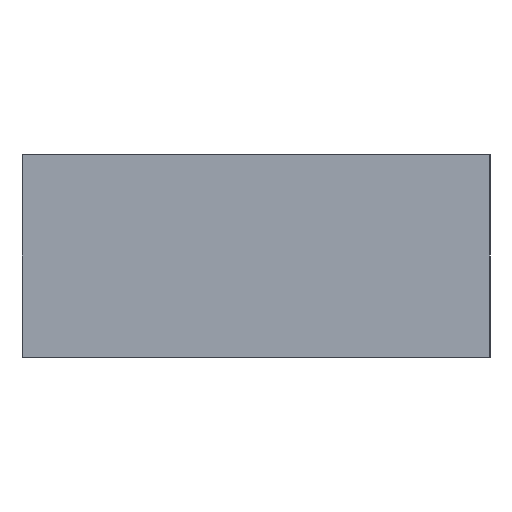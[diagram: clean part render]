
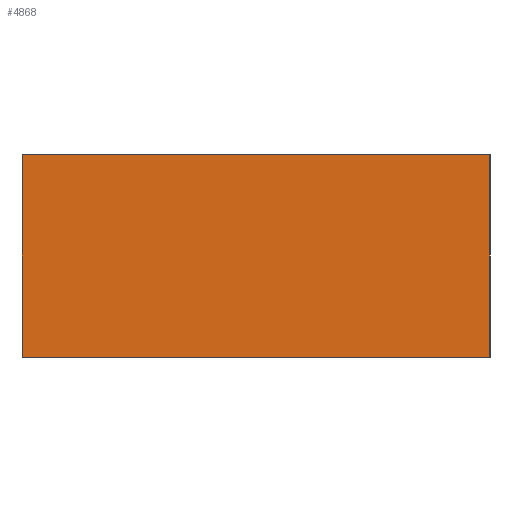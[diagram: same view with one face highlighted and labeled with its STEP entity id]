
A CAD part, left-side view. The second image highlights one B-rep face of the part: STEP entity #4868.
In plain terms, the highlighted planar face has unit normal (-1, 0, 0).
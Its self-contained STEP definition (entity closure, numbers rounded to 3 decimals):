
#24 = VERTEX_POINT('',#25);
#25 = CARTESIAN_POINT('',(0.,113.,0.));
#32 = PLANE('',#33);
#33 = AXIS2_PLACEMENT_3D('',#34,#35,#36);
#34 = CARTESIAN_POINT('',(215.,113.,0.));
#35 = DIRECTION('',(0.,-1.,0.));
#36 = DIRECTION('',(-1.,0.,0.));
#44 = PLANE('',#45);
#45 = AXIS2_PLACEMENT_3D('',#46,#47,#48);
#46 = CARTESIAN_POINT('',(107.5,56.5,0.));
#47 = DIRECTION('',(0.,0.,1.));
#48 = DIRECTION('',(1.,0.,0.));
#100 = PLANE('',#101);
#101 = AXIS2_PLACEMENT_3D('',#102,#103,#104);
#102 = CARTESIAN_POINT('',(107.5,56.5,49.));
#103 = DIRECTION('',(0.,0.,1.));
#104 = DIRECTION('',(1.,0.,0.));
#2444 = VERTEX_POINT('',#2445);
#2445 = CARTESIAN_POINT('',(0.,113.,49.));
#2466 = EDGE_CURVE('',#24,#2444,#2467,.T.);
#2467 = SURFACE_CURVE('',#2468,(#2472,#2479),.PCURVE_S1.);
#2468 = LINE('',#2469,#2470);
#2469 = CARTESIAN_POINT('',(0.,113.,0.));
#2470 = VECTOR('',#2471,1.);
#2471 = DIRECTION('',(0.,0.,1.));
#2472 = PCURVE('',#32,#2473);
#2473 = DEFINITIONAL_REPRESENTATION('',(#2474),#2478);
#2474 = LINE('',#2475,#2476);
#2475 = CARTESIAN_POINT('',(215.,0.));
#2476 = VECTOR('',#2477,1.);
#2477 = DIRECTION('',(0.,-1.));
#2478 = ( GEOMETRIC_REPRESENTATION_CONTEXT(2) 
PARAMETRIC_REPRESENTATION_CONTEXT() REPRESENTATION_CONTEXT('2D SPACE',''
  ) );
#2479 = PCURVE('',#2480,#2485);
#2480 = PLANE('',#2481);
#2481 = AXIS2_PLACEMENT_3D('',#2482,#2483,#2484);
#2482 = CARTESIAN_POINT('',(0.,113.,0.));
#2483 = DIRECTION('',(1.,0.,0.));
#2484 = DIRECTION('',(0.,-1.,0.));
#2485 = DEFINITIONAL_REPRESENTATION('',(#2486),#2490);
#2486 = LINE('',#2487,#2488);
#2487 = CARTESIAN_POINT('',(0.,0.));
#2488 = VECTOR('',#2489,1.);
#2489 = DIRECTION('',(0.,-1.));
#2490 = ( GEOMETRIC_REPRESENTATION_CONTEXT(2) 
PARAMETRIC_REPRESENTATION_CONTEXT() REPRESENTATION_CONTEXT('2D SPACE',''
  ) );
#2557 = EDGE_CURVE('',#24,#2558,#2560,.T.);
#2558 = VERTEX_POINT('',#2559);
#2559 = CARTESIAN_POINT('',(0.,0.,0.));
#2560 = SURFACE_CURVE('',#2561,(#2565,#2572),.PCURVE_S1.);
#2561 = LINE('',#2562,#2563);
#2562 = CARTESIAN_POINT('',(0.,113.,0.));
#2563 = VECTOR('',#2564,1.);
#2564 = DIRECTION('',(0.,-1.,0.));
#2565 = PCURVE('',#44,#2566);
#2566 = DEFINITIONAL_REPRESENTATION('',(#2567),#2571);
#2567 = LINE('',#2568,#2569);
#2568 = CARTESIAN_POINT('',(-107.5,56.5));
#2569 = VECTOR('',#2570,1.);
#2570 = DIRECTION('',(0.,-1.));
#2571 = ( GEOMETRIC_REPRESENTATION_CONTEXT(2) 
PARAMETRIC_REPRESENTATION_CONTEXT() REPRESENTATION_CONTEXT('2D SPACE',''
  ) );
#2572 = PCURVE('',#2480,#2573);
#2573 = DEFINITIONAL_REPRESENTATION('',(#2574),#2578);
#2574 = LINE('',#2575,#2576);
#2575 = CARTESIAN_POINT('',(0.,0.));
#2576 = VECTOR('',#2577,1.);
#2577 = DIRECTION('',(1.,0.));
#2578 = ( GEOMETRIC_REPRESENTATION_CONTEXT(2) 
PARAMETRIC_REPRESENTATION_CONTEXT() REPRESENTATION_CONTEXT('2D SPACE',''
  ) );
#2596 = PLANE('',#2597);
#2597 = AXIS2_PLACEMENT_3D('',#2598,#2599,#2600);
#2598 = CARTESIAN_POINT('',(0.,0.,0.));
#2599 = DIRECTION('',(0.,1.,0.));
#2600 = DIRECTION('',(1.,0.,0.));
#4868 = ADVANCED_FACE('',(#4869),#2480,.F.);
#4869 = FACE_BOUND('',#4870,.F.);
#4870 = EDGE_LOOP('',(#4871,#4872,#4895,#4916));
#4871 = ORIENTED_EDGE('',*,*,#2466,.T.);
#4872 = ORIENTED_EDGE('',*,*,#4873,.T.);
#4873 = EDGE_CURVE('',#2444,#4874,#4876,.T.);
#4874 = VERTEX_POINT('',#4875);
#4875 = CARTESIAN_POINT('',(0.,0.,49.));
#4876 = SURFACE_CURVE('',#4877,(#4881,#4888),.PCURVE_S1.);
#4877 = LINE('',#4878,#4879);
#4878 = CARTESIAN_POINT('',(0.,113.,49.));
#4879 = VECTOR('',#4880,1.);
#4880 = DIRECTION('',(0.,-1.,0.));
#4881 = PCURVE('',#2480,#4882);
#4882 = DEFINITIONAL_REPRESENTATION('',(#4883),#4887);
#4883 = LINE('',#4884,#4885);
#4884 = CARTESIAN_POINT('',(0.,-49.));
#4885 = VECTOR('',#4886,1.);
#4886 = DIRECTION('',(1.,0.));
#4887 = ( GEOMETRIC_REPRESENTATION_CONTEXT(2) 
PARAMETRIC_REPRESENTATION_CONTEXT() REPRESENTATION_CONTEXT('2D SPACE',''
  ) );
#4888 = PCURVE('',#100,#4889);
#4889 = DEFINITIONAL_REPRESENTATION('',(#4890),#4894);
#4890 = LINE('',#4891,#4892);
#4891 = CARTESIAN_POINT('',(-107.5,56.5));
#4892 = VECTOR('',#4893,1.);
#4893 = DIRECTION('',(0.,-1.));
#4894 = ( GEOMETRIC_REPRESENTATION_CONTEXT(2) 
PARAMETRIC_REPRESENTATION_CONTEXT() REPRESENTATION_CONTEXT('2D SPACE',''
  ) );
#4895 = ORIENTED_EDGE('',*,*,#4896,.F.);
#4896 = EDGE_CURVE('',#2558,#4874,#4897,.T.);
#4897 = SURFACE_CURVE('',#4898,(#4902,#4909),.PCURVE_S1.);
#4898 = LINE('',#4899,#4900);
#4899 = CARTESIAN_POINT('',(0.,0.,0.));
#4900 = VECTOR('',#4901,1.);
#4901 = DIRECTION('',(0.,0.,1.));
#4902 = PCURVE('',#2480,#4903);
#4903 = DEFINITIONAL_REPRESENTATION('',(#4904),#4908);
#4904 = LINE('',#4905,#4906);
#4905 = CARTESIAN_POINT('',(113.,0.));
#4906 = VECTOR('',#4907,1.);
#4907 = DIRECTION('',(0.,-1.));
#4908 = ( GEOMETRIC_REPRESENTATION_CONTEXT(2) 
PARAMETRIC_REPRESENTATION_CONTEXT() REPRESENTATION_CONTEXT('2D SPACE',''
  ) );
#4909 = PCURVE('',#2596,#4910);
#4910 = DEFINITIONAL_REPRESENTATION('',(#4911),#4915);
#4911 = LINE('',#4912,#4913);
#4912 = CARTESIAN_POINT('',(0.,0.));
#4913 = VECTOR('',#4914,1.);
#4914 = DIRECTION('',(0.,-1.));
#4915 = ( GEOMETRIC_REPRESENTATION_CONTEXT(2) 
PARAMETRIC_REPRESENTATION_CONTEXT() REPRESENTATION_CONTEXT('2D SPACE',''
  ) );
#4916 = ORIENTED_EDGE('',*,*,#2557,.F.);
